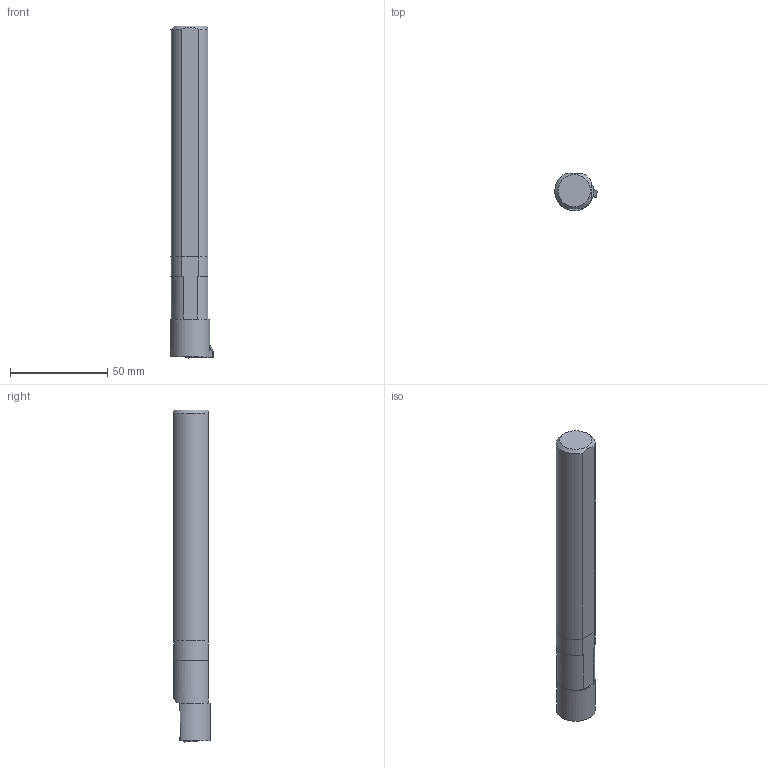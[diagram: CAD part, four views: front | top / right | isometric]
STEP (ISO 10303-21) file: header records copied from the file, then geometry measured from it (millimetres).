
FILE_DESCRIPTION(/* description */ (''),/* implementation_level */ '2;1');
FILE_NAME(/* name */ 'CNL0020P16AHD.stp',/* time_stamp */ '2018-03-29T15:40:03+05:00',/* author */ (''),/* organization */ (''),/* preprocessor_version */ 'ST-DEVELOPER v16',/* originating_system */ 'SIEMENS PLM Software NX 11.0',/* authorisation */ '');
FILE_SCHEMA (('AUTOMOTIVE_DESIGN { 1 0 10303 214 3 1 1 1 }'));
Length unit declared in the file: millimetre
Products named in the file (1): CNL0020P16AHD
Bounding box: 21.87 x 19.01 x 171.06 mm (x, y, z)
Volume: 48844.9 mm3; surface area: 12005.8 mm2
Topology: 3 solids, 3 shells, 48 faces, 126 edges, 84 vertices
Faces by surface type: plane 33, cylinder 13, bspline 1, cone 1
Entity records: 1570 total; most frequent: CARTESIAN_POINT 301, DIRECTION 256, ORIENTED_EDGE 248, EDGE_CURVE 124, AXIS2_PLACEMENT_3D 88, VERTEX_POINT 83, LINE 80, VECTOR 80
